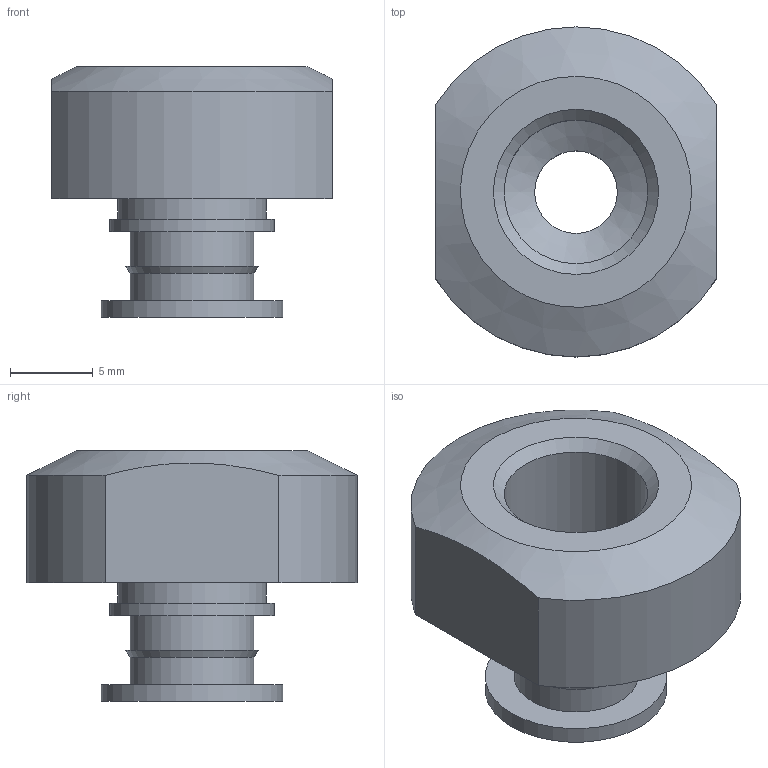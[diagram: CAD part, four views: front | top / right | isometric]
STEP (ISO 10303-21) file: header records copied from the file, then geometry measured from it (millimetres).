
FILE_DESCRIPTION((''),'2;1');
FILE_NAME('','2001-09-26T17:27:52+00:00',('Andreas Norlén'),( 'PIAB AB'),'','SolidEdge','');
FILE_SCHEMA(('CONFIG_CONTROL_DESIGN'));
Length unit declared in the file: millimetre
Bounding box: 17 x 20 x 15.2 mm (x, y, z)
Volume: 2047.4 mm3; surface area: 1609 mm2
Topology: 1 solids, 1 shells, 22 faces, 41 edges, 26 vertices
Faces by surface type: plane 9, cylinder 9, cone 4
Full cylindrical faces by diameter (mm): 5 x1, 7.5 x2, 8.7 x1, 9 x1, 10 x1, 11 x1
Entity records: 681 total; most frequent: CARTESIAN_POINT 190, DIRECTION 88, ORIENTED_EDGE 58, AXIS2_PLACEMENT_3D 41, EDGE_LOOP 40, EDGE_CURVE 29, VERTEX_POINT 25, ADVANCED_FACE 22
